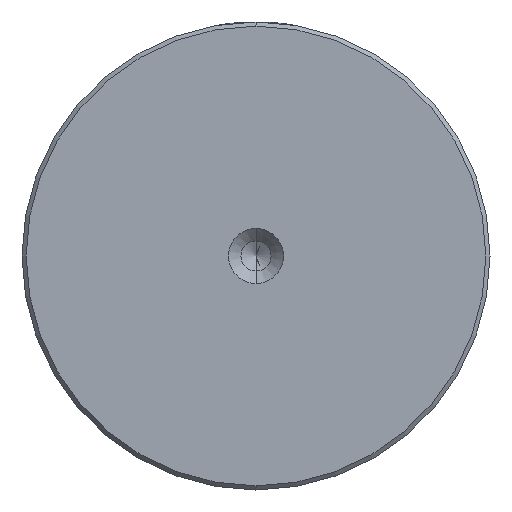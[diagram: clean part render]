
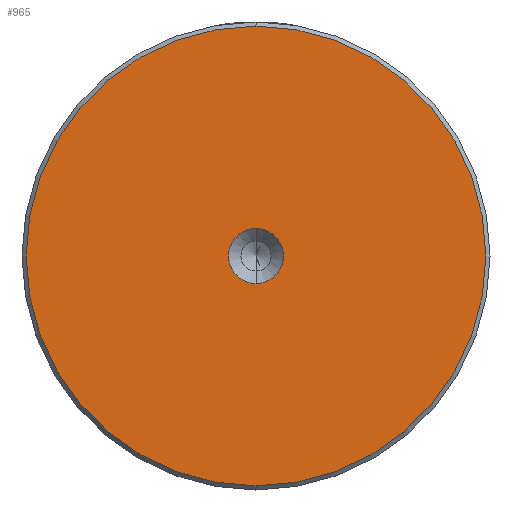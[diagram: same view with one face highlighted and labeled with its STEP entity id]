
A CAD part, left-side view. The second image highlights one B-rep face of the part: STEP entity #965.
In plain terms, the highlighted planar face has unit normal (-1, 0, 0).
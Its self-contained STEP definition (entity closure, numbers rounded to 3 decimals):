
#33 = AXIS2_PLACEMENT_3D ( 'NONE', #315, #1554, #498 ) ;
#62 = DIRECTION ( 'NONE',  ( 0., 0., 1. ) ) ;
#93 = EDGE_LOOP ( 'NONE', ( #440, #1240 ) ) ;
#119 = VERTEX_POINT ( 'NONE', #933 ) ;
#138 = DIRECTION ( 'NONE',  ( -1., 0., 0. ) ) ;
#147 = EDGE_CURVE ( 'NONE', #2179, #119, #1703, .T. ) ;
#152 = DIRECTION ( 'NONE',  ( -1., 0., 0. ) ) ;
#162 = CARTESIAN_POINT ( 'NONE',  ( 0., 0., 0. ) ) ;
#165 = CARTESIAN_POINT ( 'NONE',  ( 0., 0., 27.5 ) ) ;
#169 = FACE_BOUND ( 'NONE', #93, .T. ) ;
#174 = CIRCLE ( 'NONE', #33, 3.3 ) ;
#181 = DIRECTION ( 'NONE',  ( 0., 0., 1. ) ) ;
#214 = EDGE_LOOP ( 'NONE', ( #2176, #526 ) ) ;
#315 = CARTESIAN_POINT ( 'NONE',  ( 0., 0., 0. ) ) ;
#440 = ORIENTED_EDGE ( 'NONE', *, *, #2063, .F. ) ;
#449 = AXIS2_PLACEMENT_3D ( 'NONE', #1591, #1423, #1070 ) ;
#496 = AXIS2_PLACEMENT_3D ( 'NONE', #1762, #138, #181 ) ;
#498 = DIRECTION ( 'NONE',  ( 0., 0., 1. ) ) ;
#526 = ORIENTED_EDGE ( 'NONE', *, *, #147, .T. ) ;
#556 = AXIS2_PLACEMENT_3D ( 'NONE', #2222, #607, #62 ) ;
#607 = DIRECTION ( 'NONE',  ( -1., 0., 0. ) ) ;
#619 = CARTESIAN_POINT ( 'NONE',  ( 0., 0., 3.3 ) ) ;
#642 = FACE_OUTER_BOUND ( 'NONE', #214, .T. ) ;
#747 = EDGE_CURVE ( 'NONE', #2329, #1935, #1043, .T. ) ;
#759 = CIRCLE ( 'NONE', #1681, 27.5 ) ;
#863 = EDGE_CURVE ( 'NONE', #119, #2179, #759, .T. ) ;
#933 = CARTESIAN_POINT ( 'NONE',  ( 0., 0., -27.5 ) ) ;
#965 = ADVANCED_FACE ( 'NONE', ( #642, #169 ), #2047, .T. ) ;
#1043 = CIRCLE ( 'NONE', #449, 3.3 ) ;
#1070 = DIRECTION ( 'NONE',  ( 0., 0., 1. ) ) ;
#1240 = ORIENTED_EDGE ( 'NONE', *, *, #747, .F. ) ;
#1423 = DIRECTION ( 'NONE',  ( -1., 0., 0. ) ) ;
#1554 = DIRECTION ( 'NONE',  ( -1., 0., 0. ) ) ;
#1591 = CARTESIAN_POINT ( 'NONE',  ( 0., 0., 0. ) ) ;
#1662 = CARTESIAN_POINT ( 'NONE',  ( 0., 0., -3.3 ) ) ;
#1681 = AXIS2_PLACEMENT_3D ( 'NONE', #162, #152, #1824 ) ;
#1703 = CIRCLE ( 'NONE', #496, 27.5 ) ;
#1762 = CARTESIAN_POINT ( 'NONE',  ( 0., 0., 0. ) ) ;
#1824 = DIRECTION ( 'NONE',  ( 0., 0., 1. ) ) ;
#1935 = VERTEX_POINT ( 'NONE', #619 ) ;
#2047 = PLANE ( 'NONE',  #556 ) ;
#2063 = EDGE_CURVE ( 'NONE', #1935, #2329, #174, .T. ) ;
#2176 = ORIENTED_EDGE ( 'NONE', *, *, #863, .T. ) ;
#2179 = VERTEX_POINT ( 'NONE', #165 ) ;
#2222 = CARTESIAN_POINT ( 'NONE',  ( 0., 0., 0. ) ) ;
#2329 = VERTEX_POINT ( 'NONE', #1662 ) ;
